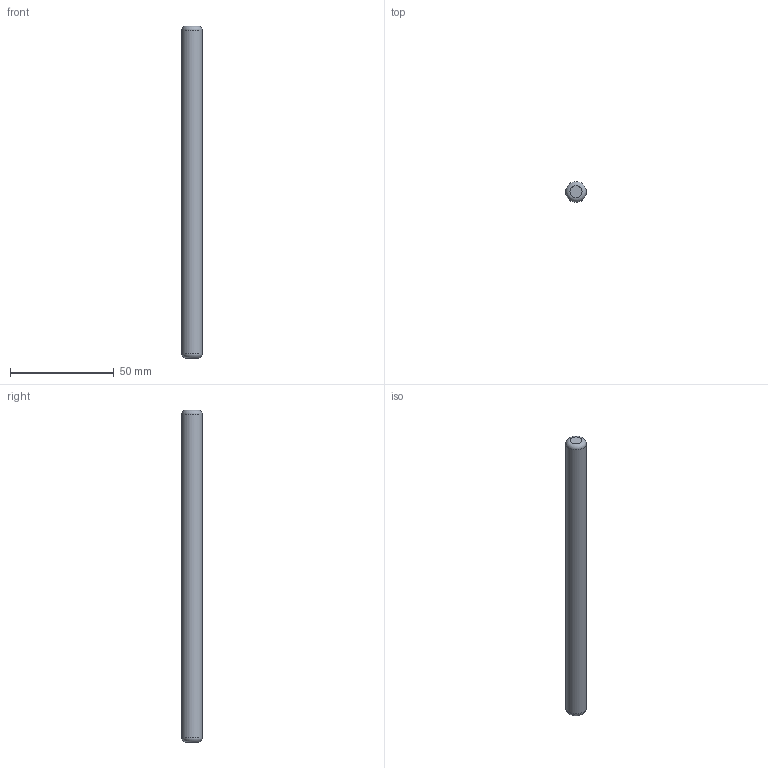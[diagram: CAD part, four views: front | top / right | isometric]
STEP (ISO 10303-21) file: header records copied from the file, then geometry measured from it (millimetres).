
FILE_DESCRIPTION(/* description */ (''),/* implementation_level */ '2;1');
FILE_NAME(/* name */ 'LightPole.stp',/* time_stamp */ '2026-01-22T19:08:35Z',/* author */ ('Balint'),/* organization */ (''),/* preprocessor_version */ 'ST-DEVELOPER v20',/* originating_system */ 'Autodesk Inventor 2025',/* authorisation */ '');
FILE_SCHEMA (('AUTOMOTIVE_DESIGN { 1 0 10303 214 3 1 1 }'));
Length unit declared in the file: millimetre
Products named in the file (1): LightPole
Bounding box: 9.8 x 9.8 x 160 mm (x, y, z)
Volume: 12020.7 mm3; surface area: 5020.5 mm2
Topology: 1 solids, 1 shells, 5 faces, 8 edges, 5 vertices
Faces by surface type: torus 2, plane 2, cylinder 1
Full cylindrical faces by diameter (mm): 9.8 x1
Entity records: 173 total; most frequent: DIRECTION 27, CARTESIAN_POINT 19, ORIENTED_EDGE 16, AXIS2_PLACEMENT_3D 13, EDGE_CURVE 8, CIRCLE 7, FACE_OUTER_BOUND 5, EDGE_LOOP 5
